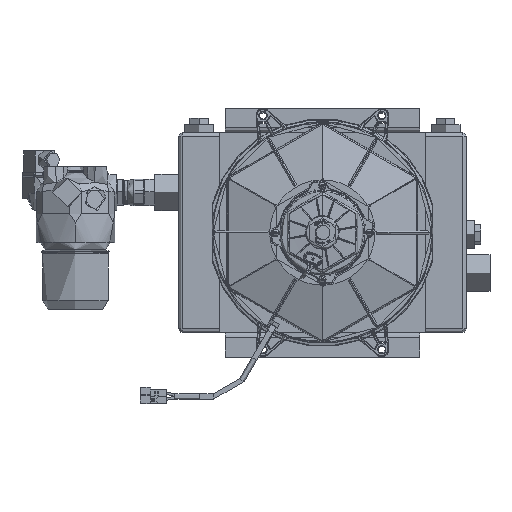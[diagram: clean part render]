
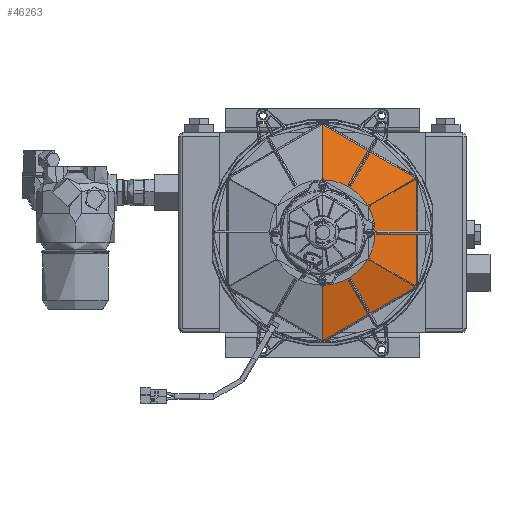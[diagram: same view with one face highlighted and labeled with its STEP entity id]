
A CAD part, top view. The second image highlights one B-rep face of the part: STEP entity #46263.
In plain terms, the highlighted free-form (B-spline) face has degree [3, 3] with [7, 4] control points.
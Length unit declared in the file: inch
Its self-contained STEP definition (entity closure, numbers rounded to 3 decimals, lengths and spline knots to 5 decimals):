
#83 = CARTESIAN_POINT ( 'NONE',  ( 5.74756, -2.87378, 4.09955 ) ) ;
#1256 = CARTESIAN_POINT ( 'NONE',  ( 0., 0., 4.18701 ) ) ;
#4514 = CIRCLE ( 'NONE', #78988, 2.5311 ) ;
#5159 = CARTESIAN_POINT ( 'NONE',  ( 0., -2.55921, 4.17983 ) ) ;
#5602 = CARTESIAN_POINT ( 'NONE',  ( 0., -3.47808, 3.94532 ) ) ;
#8052 = CARTESIAN_POINT ( 'NONE',  ( 5.0622, -2.5311, 4.18701 ) ) ;
#14148 = CARTESIAN_POINT ( 'NONE',  ( 9.83374, 4.91687, 3.57811 ) ) ;
#14871 = AXIS2_PLACEMENT_3D ( 'NONE', #154056, #64080, #24078 ) ;
#16789 = CARTESIAN_POINT ( 'NONE',  ( 0., -3.47808, 3.94532 ) ) ;
#19003 = CARTESIAN_POINT ( 'NONE',  ( 0., 2.55921, 4.17983 ) ) ;
#21435 = CARTESIAN_POINT ( 'NONE',  ( 0., 2.5311, 4.18701 ) ) ;
#22041 =( BOUNDED_SURFACE ( )  B_SPLINE_SURFACE ( 3, 3, ( 
 ( #144806, #27490, #119832, #51718 ),
 ( #39238, #65915, #14148, #65065 ),
 ( #52548, #154216, #40066, #90881 ),
 ( #5602, #53366, #158125, #30588 ),
 ( #56456, #83, #83963, #57289 ),
 ( #58939, #33903, #85594, #58114 ),
 ( #22155, #8052, #34714, #70654 ) ),
 .UNSPECIFIED., .F., .F., .F. ) 
 B_SPLINE_SURFACE_WITH_KNOTS ( ( 4, 1, 1, 1, 4 ),
 ( 4, 4 ),
 ( 0.00971, 0.32191, 0.6377, 0.94995, 0.98058 ),
 ( 0., 1. ),
 .UNSPECIFIED. ) 
 GEOMETRIC_REPRESENTATION_ITEM ( )  RATIONAL_B_SPLINE_SURFACE ( (
 ( 1., 0.333, 0.333, 1.),
 ( 1., 0.333, 0.333, 1.),
 ( 1., 0.333, 0.333, 1.),
 ( 1., 0.333, 0.333, 1.),
 ( 1., 0.333, 0.333, 1.),
 ( 1., 0.333, 0.333, 1.),
 ( 1., 0.333, 0.333, 1.) ) ) 
 REPRESENTATION_ITEM ( '' )  SURFACE ( )  );
#22155 = CARTESIAN_POINT ( 'NONE',  ( 0., -2.5311, 4.18701 ) ) ;
#24078 = DIRECTION ( 'NONE',  ( 1., 0., 0. ) ) ;
#27490 = CARTESIAN_POINT ( 'NONE',  ( 10.4066, -5.2033, 3.50501 ) ) ;
#27723 = B_SPLINE_CURVE_WITH_KNOTS ( 'NONE', 3,
 ( #21435, #19003, #83232, #60706, #109903, #69934, #149037 ),
 .UNSPECIFIED., .F., .F.,
 ( 4, 1, 1, 1, 4 ),
 ( 0.00971, 0.04034, 0.35259, 0.66838, 0.98058 ),
 .UNSPECIFIED. ) ;
#30588 = CARTESIAN_POINT ( 'NONE',  ( 0., 3.47808, 3.94532 ) ) ;
#33903 = CARTESIAN_POINT ( 'NONE',  ( 5.11842, -2.55921, 4.17983 ) ) ;
#34530 = ORIENTED_EDGE ( 'NONE', *, *, #68627, .T. ) ;
#34714 = CARTESIAN_POINT ( 'NONE',  ( 5.0622, 2.5311, 4.18701 ) ) ;
#39238 = CARTESIAN_POINT ( 'NONE',  ( 0., -4.91687, 3.57811 ) ) ;
#39581 = DIRECTION ( 'NONE',  ( 0., 0., 1. ) ) ;
#40066 = CARTESIAN_POINT ( 'NONE',  ( 8.68142, 4.34071, 3.72516 ) ) ;
#40531 = B_SPLINE_CURVE_WITH_KNOTS ( 'NONE', 3,
 ( #131027, #116968, #120218, #16789, #156048, #5159, #156873 ),
 .UNSPECIFIED., .F., .F.,
 ( 4, 1, 1, 1, 4 ),
 ( 0.00971, 0.32191, 0.6377, 0.94995, 0.98058 ),
 .UNSPECIFIED. ) ;
#46263 = ADVANCED_FACE ( 'NONE', ( #114305 ), #22041, .T. ) ;
#51718 = CARTESIAN_POINT ( 'NONE',  ( 0., 5.2033, 3.50501 ) ) ;
#52548 = CARTESIAN_POINT ( 'NONE',  ( 0., -4.34071, 3.72516 ) ) ;
#53366 = CARTESIAN_POINT ( 'NONE',  ( 6.95617, -3.47808, 3.94532 ) ) ;
#56456 = CARTESIAN_POINT ( 'NONE',  ( 0., -2.87378, 4.09955 ) ) ;
#57289 = CARTESIAN_POINT ( 'NONE',  ( 0., 2.87378, 4.09955 ) ) ;
#58114 = CARTESIAN_POINT ( 'NONE',  ( 0., 2.55921, 4.17983 ) ) ;
#58939 = CARTESIAN_POINT ( 'NONE',  ( 0., -2.55921, 4.17983 ) ) ;
#60706 = CARTESIAN_POINT ( 'NONE',  ( 0., 3.47808, 3.94532 ) ) ;
#61289 = VERTEX_POINT ( 'NONE', #105026 ) ;
#64080 = DIRECTION ( 'NONE',  ( 0., 0., -1. ) ) ;
#65065 = CARTESIAN_POINT ( 'NONE',  ( 0., 4.91687, 3.57811 ) ) ;
#65915 = CARTESIAN_POINT ( 'NONE',  ( 9.83374, -4.91687, 3.57811 ) ) ;
#66443 = EDGE_CURVE ( 'NONE', #114061, #78050, #150723, .T. ) ;
#68127 = CARTESIAN_POINT ( 'NONE',  ( 0., 5.2033, 3.50501 ) ) ;
#68627 = EDGE_CURVE ( 'NONE', #78050, #162856, #40531, .T. ) ;
#69934 = CARTESIAN_POINT ( 'NONE',  ( 0., 4.91687, 3.57811 ) ) ;
#70654 = CARTESIAN_POINT ( 'NONE',  ( 0., 2.5311, 4.18701 ) ) ;
#74296 = EDGE_CURVE ( 'NONE', #162856, #61289, #4514, .T. ) ;
#78050 = VERTEX_POINT ( 'NONE', #81714 ) ;
#78988 = AXIS2_PLACEMENT_3D ( 'NONE', #1256, #39581, #90418 ) ;
#80765 = ORIENTED_EDGE ( 'NONE', *, *, #121729, .T. ) ;
#81714 = CARTESIAN_POINT ( 'NONE',  ( 0., -5.2033, 3.50501 ) ) ;
#83232 = CARTESIAN_POINT ( 'NONE',  ( 0., 2.87378, 4.09955 ) ) ;
#83963 = CARTESIAN_POINT ( 'NONE',  ( 5.74756, 2.87378, 4.09955 ) ) ;
#85594 = CARTESIAN_POINT ( 'NONE',  ( 5.11842, 2.55921, 4.17983 ) ) ;
#90418 = DIRECTION ( 'NONE',  ( -1., 0., 0. ) ) ;
#90881 = CARTESIAN_POINT ( 'NONE',  ( 0., 4.34071, 3.72516 ) ) ;
#98255 = ORIENTED_EDGE ( 'NONE', *, *, #66443, .T. ) ;
#105026 = CARTESIAN_POINT ( 'NONE',  ( 0., 2.5311, 4.18701 ) ) ;
#109903 = CARTESIAN_POINT ( 'NONE',  ( 0., 4.34071, 3.72516 ) ) ;
#114061 = VERTEX_POINT ( 'NONE', #68127 ) ;
#114305 = FACE_OUTER_BOUND ( 'NONE', #128622, .T. ) ;
#116968 = CARTESIAN_POINT ( 'NONE',  ( 0., -4.91687, 3.57811 ) ) ;
#119832 = CARTESIAN_POINT ( 'NONE',  ( 10.4066, 5.2033, 3.50501 ) ) ;
#120218 = CARTESIAN_POINT ( 'NONE',  ( 0., -4.34071, 3.72516 ) ) ;
#121729 = EDGE_CURVE ( 'NONE', #61289, #114061, #27723, .T. ) ;
#128622 = EDGE_LOOP ( 'NONE', ( #80765, #98255, #34530, #135684 ) ) ;
#131027 = CARTESIAN_POINT ( 'NONE',  ( 0., -5.2033, 3.50501 ) ) ;
#135684 = ORIENTED_EDGE ( 'NONE', *, *, #74296, .T. ) ;
#144806 = CARTESIAN_POINT ( 'NONE',  ( 0., -5.2033, 3.50501 ) ) ;
#149037 = CARTESIAN_POINT ( 'NONE',  ( 0., 5.2033, 3.50501 ) ) ;
#150723 = CIRCLE ( 'NONE', #14871, 5.2033 ) ;
#154056 = CARTESIAN_POINT ( 'NONE',  ( 0., 0., 3.50501 ) ) ;
#154216 = CARTESIAN_POINT ( 'NONE',  ( 8.68142, -4.34071, 3.72516 ) ) ;
#156048 = CARTESIAN_POINT ( 'NONE',  ( 0., -2.87378, 4.09955 ) ) ;
#156533 = CARTESIAN_POINT ( 'NONE',  ( 0., -2.5311, 4.18701 ) ) ;
#156873 = CARTESIAN_POINT ( 'NONE',  ( 0., -2.5311, 4.18701 ) ) ;
#158125 = CARTESIAN_POINT ( 'NONE',  ( 6.95617, 3.47808, 3.94532 ) ) ;
#162856 = VERTEX_POINT ( 'NONE', #156533 ) ;
